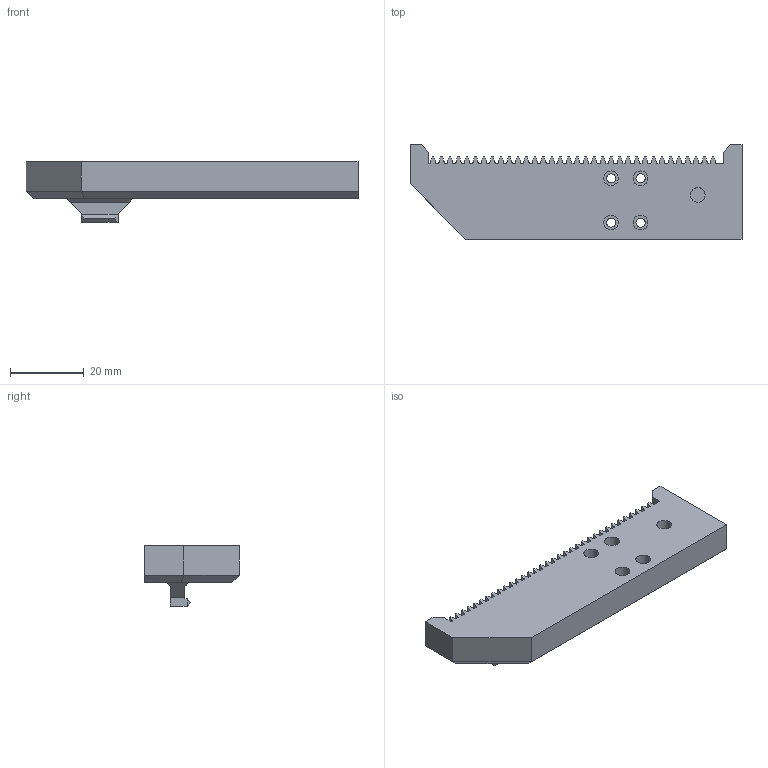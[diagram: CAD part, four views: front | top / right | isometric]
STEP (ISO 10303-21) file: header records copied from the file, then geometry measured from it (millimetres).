
FILE_DESCRIPTION (( 'STEP AP203' ), '1' );
FILE_NAME ('Listwa zebata.STEP', '2025-05-27T18:02:19', ( '' ), ( '' ), 'SwSTEP 2.0', 'SolidWorks 2024', '' );
FILE_SCHEMA (( 'CONFIG_CONTROL_DESIGN' ));
Length unit declared in the file: millimetre
Products named in the file (1): Listwa zebata
Bounding box: 90 x 25.6 x 16.4 mm (x, y, z)
Volume: 17861.9 mm3; surface area: 7731.6 mm2
Topology: 1 solids, 1 shells, 371 faces, 1071 edges, 712 vertices
Faces by surface type: cylinder 162, plane 141, bspline 68
Entity records: 16006 total; most frequent: CARTESIAN_POINT 6303, ORIENTED_EDGE 2142, DIRECTION 1867, EDGE_CURVE 1071, VERTEX_POINT 712, AXIS2_PLACEMENT_3D 628, LINE 611, VECTOR 611
